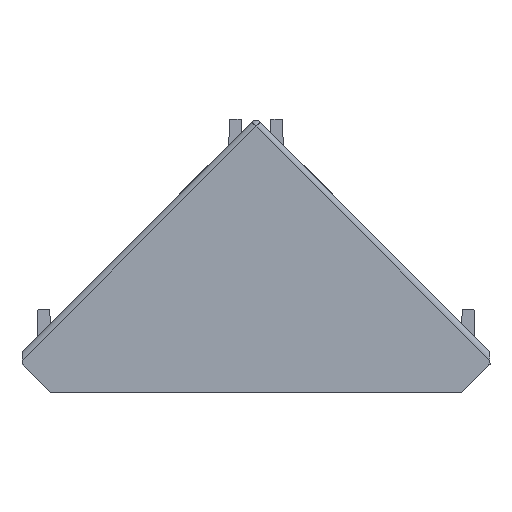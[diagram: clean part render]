
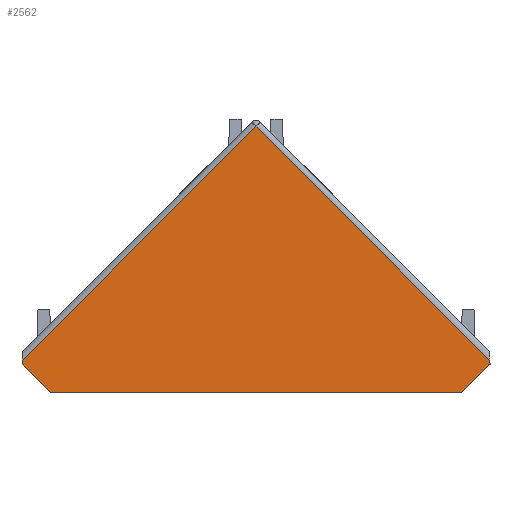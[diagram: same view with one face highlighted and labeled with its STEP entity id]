
A CAD part, top view. The second image highlights one B-rep face of the part: STEP entity #2562.
In plain terms, the highlighted planar face has unit normal (0, 0.009, 1).
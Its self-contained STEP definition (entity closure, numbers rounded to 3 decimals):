
#89=PLANE('',#2734);
#198=LINE('',#3708,#500);
#199=LINE('',#3710,#501);
#200=LINE('',#3712,#502);
#201=LINE('',#3713,#503);
#202=LINE('',#3715,#504);
#203=LINE('',#3717,#505);
#204=LINE('',#3718,#506);
#500=VECTOR('',#2969,1000.);
#501=VECTOR('',#2970,1000.);
#502=VECTOR('',#2971,1000.);
#503=VECTOR('',#2972,1000.);
#504=VECTOR('',#2973,1000.);
#505=VECTOR('',#2974,1000.);
#506=VECTOR('',#2975,1000.);
#838=FACE_OUTER_BOUND('',#982,.T.);
#982=EDGE_LOOP('',(#1799,#1800,#1801,#1802,#1803,#1804,#1805));
#1156=VERTEX_POINT('',#3684);
#1165=VERTEX_POINT('',#3706);
#1166=VERTEX_POINT('',#3707);
#1167=VERTEX_POINT('',#3709);
#1168=VERTEX_POINT('',#3711);
#1169=VERTEX_POINT('',#3714);
#1170=VERTEX_POINT('',#3716);
#1415=EDGE_CURVE('',#1165,#1166,#198,.T.);
#1416=EDGE_CURVE('',#1166,#1167,#199,.T.);
#1417=EDGE_CURVE('',#1167,#1168,#200,.T.);
#1418=EDGE_CURVE('',#1168,#1156,#201,.T.);
#1419=EDGE_CURVE('',#1156,#1169,#202,.T.);
#1420=EDGE_CURVE('',#1169,#1170,#203,.T.);
#1421=EDGE_CURVE('',#1170,#1165,#204,.T.);
#1799=ORIENTED_EDGE('',*,*,#1415,.T.);
#1800=ORIENTED_EDGE('',*,*,#1416,.T.);
#1801=ORIENTED_EDGE('',*,*,#1417,.T.);
#1802=ORIENTED_EDGE('',*,*,#1418,.T.);
#1803=ORIENTED_EDGE('',*,*,#1419,.T.);
#1804=ORIENTED_EDGE('',*,*,#1420,.T.);
#1805=ORIENTED_EDGE('',*,*,#1421,.T.);
#2562=ADVANCED_FACE('',(#838),#89,.T.);
#2734=AXIS2_PLACEMENT_3D('',#3705,#2967,#2968);
#2967=DIRECTION('center_axis',(0.,0.009,
1.));
#2968=DIRECTION('ref_axis',(0.,-1.,0.009));
#2969=DIRECTION('',(1.,0.,0.));
#2970=DIRECTION('',(0.707,0.707,-0.006));
#2971=DIRECTION('',(0.,1.,-0.009));
#2972=DIRECTION('',(-0.707,0.707,-0.006));
#2973=DIRECTION('',(-0.707,-0.707,0.006));
#2974=DIRECTION('',(0.,-1.,0.009));
#2975=DIRECTION('',(0.707,-0.707,0.006));
#3684=CARTESIAN_POINT('',(0.,21.925,13.809));
#3705=CARTESIAN_POINT('Origin',(-16.971,0.,
14.));
#3706=CARTESIAN_POINT('',(-16.971,0.,14.));
#3707=CARTESIAN_POINT('',(16.971,0.,14.));
#3708=CARTESIAN_POINT('',(-16.971,0.,14.));
#3709=CARTESIAN_POINT('',(19.299,2.328,13.98));
#3710=CARTESIAN_POINT('',(16.971,0.,14.));
#3711=CARTESIAN_POINT('',(19.299,2.626,13.977));
#3712=CARTESIAN_POINT('',(19.299,2.328,13.98));
#3713=CARTESIAN_POINT('',(19.299,2.626,13.977));
#3714=CARTESIAN_POINT('',(-19.299,2.626,13.977));
#3715=CARTESIAN_POINT('',(0.,21.925,13.809));
#3716=CARTESIAN_POINT('',(-19.299,2.328,13.98));
#3717=CARTESIAN_POINT('',(-19.299,2.626,13.977));
#3718=CARTESIAN_POINT('',(-19.299,2.328,13.98));
